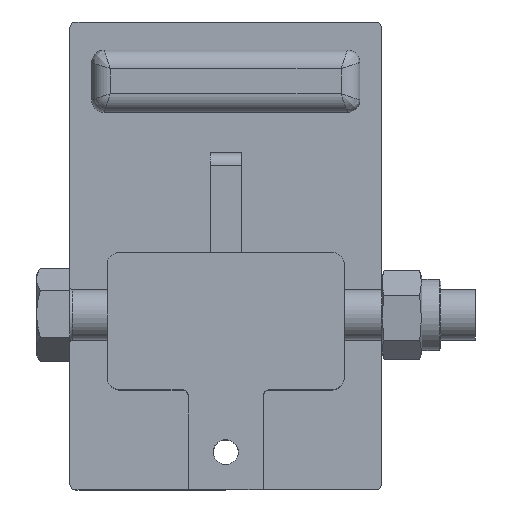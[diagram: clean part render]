
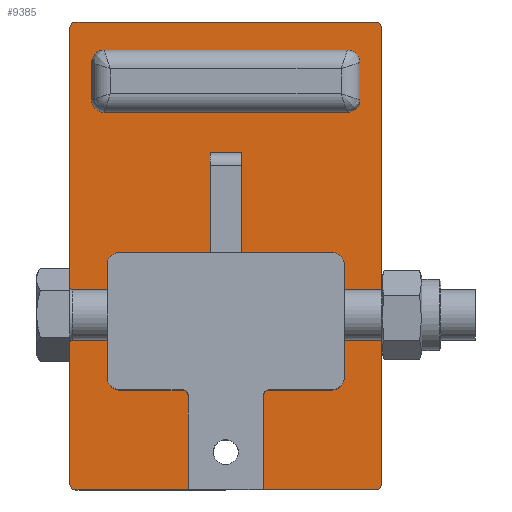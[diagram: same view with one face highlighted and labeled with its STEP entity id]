
A CAD part, top view. The second image highlights one B-rep face of the part: STEP entity #9385.
In plain terms, the highlighted planar face has unit normal (0, 0, 1).
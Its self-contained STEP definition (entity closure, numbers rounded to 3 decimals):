
#263=FACE_BOUND('',#1448,.T.);
#605=PLANE('',#9997);
#916=FACE_OUTER_BOUND('',#1447,.T.);
#1447=EDGE_LOOP('',(#6530,#6531,#6532,#6533,#6534,#6535,#6536,#6537,#6538,
#6539,#6540,#6541,#6542,#6543,#6544,#6545,#6546,#6547,#6548,#6549,#6550,
#6551,#6552,#6553,#6554,#6555));
#1448=EDGE_LOOP('',(#6556,#6557,#6558,#6559,#6560,#6561,#6562,#6563));
#2047=LINE('',#12855,#2986);
#2180=LINE('',#14573,#3119);
#2181=LINE('',#14575,#3120);
#2182=LINE('',#14577,#3121);
#2183=LINE('',#14581,#3122);
#2184=LINE('',#14585,#3123);
#2185=LINE('',#14589,#3124);
#2186=LINE('',#14591,#3125);
#2187=LINE('',#14596,#3126);
#2188=LINE('',#14600,#3127);
#2189=LINE('',#14604,#3128);
#2190=LINE('',#14606,#3129);
#2191=LINE('',#14610,#3130);
#2192=LINE('',#14614,#3131);
#2193=LINE('',#14618,#3132);
#2194=LINE('',#14619,#3133);
#2195=LINE('',#14622,#3134);
#2196=LINE('',#14626,#3135);
#2197=LINE('',#14630,#3136);
#2198=LINE('',#14634,#3137);
#2986=VECTOR('',#10528,1000.);
#3119=VECTOR('',#10663,1000.);
#3120=VECTOR('',#10664,1000.);
#3121=VECTOR('',#10665,1000.);
#3122=VECTOR('',#10668,1000.);
#3123=VECTOR('',#10671,1000.);
#3124=VECTOR('',#10674,1000.);
#3125=VECTOR('',#10675,1000.);
#3126=VECTOR('',#10680,1000.);
#3127=VECTOR('',#10683,1000.);
#3128=VECTOR('',#10686,1000.);
#3129=VECTOR('',#10687,1000.);
#3130=VECTOR('',#10690,1000.);
#3131=VECTOR('',#10693,1000.);
#3132=VECTOR('',#10696,1000.);
#3133=VECTOR('',#10697,1000.);
#3134=VECTOR('',#10698,1000.);
#3135=VECTOR('',#10701,1000.);
#3136=VECTOR('',#10704,1000.);
#3137=VECTOR('',#10707,1000.);
#3860=CIRCLE('',#9998,2.);
#3861=CIRCLE('',#9999,2.);
#3862=CIRCLE('',#10000,1.);
#3863=CIRCLE('',#10001,1.);
#3864=CIRCLE('',#10002,1.);
#3865=CIRCLE('',#10003,1.);
#3866=CIRCLE('',#10004,1.);
#3867=CIRCLE('',#10005,1.);
#3868=CIRCLE('',#10006,2.);
#3869=CIRCLE('',#10007,2.);
#3870=CIRCLE('',#10008,2.);
#3871=CIRCLE('',#10009,2.);
#3872=CIRCLE('',#10010,2.);
#3873=CIRCLE('',#10011,2.);
#4053=VERTEX_POINT('',#12853);
#4054=VERTEX_POINT('',#12854);
#4264=VERTEX_POINT('',#14571);
#4265=VERTEX_POINT('',#14572);
#4266=VERTEX_POINT('',#14574);
#4267=VERTEX_POINT('',#14576);
#4268=VERTEX_POINT('',#14578);
#4269=VERTEX_POINT('',#14580);
#4270=VERTEX_POINT('',#14582);
#4271=VERTEX_POINT('',#14584);
#4272=VERTEX_POINT('',#14586);
#4273=VERTEX_POINT('',#14588);
#4274=VERTEX_POINT('',#14590);
#4275=VERTEX_POINT('',#14593);
#4276=VERTEX_POINT('',#14595);
#4277=VERTEX_POINT('',#14597);
#4278=VERTEX_POINT('',#14599);
#4279=VERTEX_POINT('',#14601);
#4280=VERTEX_POINT('',#14603);
#4281=VERTEX_POINT('',#14605);
#4282=VERTEX_POINT('',#14607);
#4283=VERTEX_POINT('',#14609);
#4284=VERTEX_POINT('',#14611);
#4285=VERTEX_POINT('',#14613);
#4286=VERTEX_POINT('',#14615);
#4287=VERTEX_POINT('',#14617);
#4288=VERTEX_POINT('',#14620);
#4289=VERTEX_POINT('',#14621);
#4290=VERTEX_POINT('',#14623);
#4291=VERTEX_POINT('',#14625);
#4292=VERTEX_POINT('',#14627);
#4293=VERTEX_POINT('',#14629);
#4294=VERTEX_POINT('',#14631);
#4295=VERTEX_POINT('',#14633);
#4958=EDGE_CURVE('',#4053,#4054,#2047,.T.);
#5170=EDGE_CURVE('',#4264,#4265,#2180,.T.);
#5171=EDGE_CURVE('',#4265,#4266,#2181,.T.);
#5172=EDGE_CURVE('',#4267,#4266,#2182,.T.);
#5173=EDGE_CURVE('',#4267,#4268,#3860,.T.);
#5174=EDGE_CURVE('',#4269,#4268,#2183,.T.);
#5175=EDGE_CURVE('',#4269,#4270,#3861,.T.);
#5176=EDGE_CURVE('',#4271,#4270,#2184,.T.);
#5177=EDGE_CURVE('',#4271,#4272,#3862,.T.);
#5178=EDGE_CURVE('',#4273,#4272,#2185,.T.);
#5179=EDGE_CURVE('',#4273,#4274,#2186,.T.);
#5180=EDGE_CURVE('',#4274,#4053,#3863,.T.);
#5181=EDGE_CURVE('',#4054,#4275,#3864,.T.);
#5182=EDGE_CURVE('',#4275,#4276,#2187,.T.);
#5183=EDGE_CURVE('',#4276,#4277,#3865,.T.);
#5184=EDGE_CURVE('',#4277,#4278,#2188,.T.);
#5185=EDGE_CURVE('',#4278,#4279,#3866,.T.);
#5186=EDGE_CURVE('',#4279,#4280,#2189,.T.);
#5187=EDGE_CURVE('',#4281,#4280,#2190,.T.);
#5188=EDGE_CURVE('',#4281,#4282,#3867,.T.);
#5189=EDGE_CURVE('',#4283,#4282,#2191,.T.);
#5190=EDGE_CURVE('',#4283,#4284,#3868,.T.);
#5191=EDGE_CURVE('',#4285,#4284,#2192,.T.);
#5192=EDGE_CURVE('',#4285,#4286,#3869,.T.);
#5193=EDGE_CURVE('',#4287,#4286,#2193,.T.);
#5194=EDGE_CURVE('',#4264,#4287,#2194,.T.);
#5195=EDGE_CURVE('',#4288,#4289,#2195,.T.);
#5196=EDGE_CURVE('',#4288,#4290,#3870,.T.);
#5197=EDGE_CURVE('',#4291,#4290,#2196,.T.);
#5198=EDGE_CURVE('',#4291,#4292,#3871,.T.);
#5199=EDGE_CURVE('',#4293,#4292,#2197,.T.);
#5200=EDGE_CURVE('',#4293,#4294,#3872,.T.);
#5201=EDGE_CURVE('',#4295,#4294,#2198,.T.);
#5202=EDGE_CURVE('',#4295,#4289,#3873,.T.);
#6530=ORIENTED_EDGE('',*,*,#5170,.T.);
#6531=ORIENTED_EDGE('',*,*,#5171,.T.);
#6532=ORIENTED_EDGE('',*,*,#5172,.F.);
#6533=ORIENTED_EDGE('',*,*,#5173,.T.);
#6534=ORIENTED_EDGE('',*,*,#5174,.F.);
#6535=ORIENTED_EDGE('',*,*,#5175,.T.);
#6536=ORIENTED_EDGE('',*,*,#5176,.F.);
#6537=ORIENTED_EDGE('',*,*,#5177,.T.);
#6538=ORIENTED_EDGE('',*,*,#5178,.F.);
#6539=ORIENTED_EDGE('',*,*,#5179,.T.);
#6540=ORIENTED_EDGE('',*,*,#5180,.T.);
#6541=ORIENTED_EDGE('',*,*,#4958,.T.);
#6542=ORIENTED_EDGE('',*,*,#5181,.T.);
#6543=ORIENTED_EDGE('',*,*,#5182,.T.);
#6544=ORIENTED_EDGE('',*,*,#5183,.T.);
#6545=ORIENTED_EDGE('',*,*,#5184,.T.);
#6546=ORIENTED_EDGE('',*,*,#5185,.T.);
#6547=ORIENTED_EDGE('',*,*,#5186,.T.);
#6548=ORIENTED_EDGE('',*,*,#5187,.F.);
#6549=ORIENTED_EDGE('',*,*,#5188,.T.);
#6550=ORIENTED_EDGE('',*,*,#5189,.F.);
#6551=ORIENTED_EDGE('',*,*,#5190,.T.);
#6552=ORIENTED_EDGE('',*,*,#5191,.F.);
#6553=ORIENTED_EDGE('',*,*,#5192,.T.);
#6554=ORIENTED_EDGE('',*,*,#5193,.F.);
#6555=ORIENTED_EDGE('',*,*,#5194,.F.);
#6556=ORIENTED_EDGE('',*,*,#5195,.F.);
#6557=ORIENTED_EDGE('',*,*,#5196,.T.);
#6558=ORIENTED_EDGE('',*,*,#5197,.F.);
#6559=ORIENTED_EDGE('',*,*,#5198,.T.);
#6560=ORIENTED_EDGE('',*,*,#5199,.F.);
#6561=ORIENTED_EDGE('',*,*,#5200,.T.);
#6562=ORIENTED_EDGE('',*,*,#5201,.F.);
#6563=ORIENTED_EDGE('',*,*,#5202,.T.);
#9385=ADVANCED_FACE('',(#916,#263),#605,.F.);
#9997=AXIS2_PLACEMENT_3D('',#14570,#10661,#10662);
#9998=AXIS2_PLACEMENT_3D('',#14579,#10666,#10667);
#9999=AXIS2_PLACEMENT_3D('',#14583,#10669,#10670);
#10000=AXIS2_PLACEMENT_3D('',#14587,#10672,#10673);
#10001=AXIS2_PLACEMENT_3D('',#14592,#10676,#10677);
#10002=AXIS2_PLACEMENT_3D('',#14594,#10678,#10679);
#10003=AXIS2_PLACEMENT_3D('',#14598,#10681,#10682);
#10004=AXIS2_PLACEMENT_3D('',#14602,#10684,#10685);
#10005=AXIS2_PLACEMENT_3D('',#14608,#10688,#10689);
#10006=AXIS2_PLACEMENT_3D('',#14612,#10691,#10692);
#10007=AXIS2_PLACEMENT_3D('',#14616,#10694,#10695);
#10008=AXIS2_PLACEMENT_3D('',#14624,#10699,#10700);
#10009=AXIS2_PLACEMENT_3D('',#14628,#10702,#10703);
#10010=AXIS2_PLACEMENT_3D('',#14632,#10705,#10706);
#10011=AXIS2_PLACEMENT_3D('',#14635,#10708,#10709);
#10528=DIRECTION('',(0.,1.,0.));
#10661=DIRECTION('center_axis',(0.,0.,-1.));
#10662=DIRECTION('ref_axis',(-1.,0.,0.));
#10663=DIRECTION('',(1.,0.,0.));
#10664=DIRECTION('',(0.,-1.,0.));
#10665=DIRECTION('',(-1.,0.,0.));
#10666=DIRECTION('center_axis',(0.,0.,-1.));
#10667=DIRECTION('ref_axis',(-1.,0.,0.));
#10668=DIRECTION('',(0.,1.,0.));
#10669=DIRECTION('center_axis',(0.,0.,-1.));
#10670=DIRECTION('ref_axis',(-1.,0.,0.));
#10671=DIRECTION('',(1.,0.,0.));
#10672=DIRECTION('center_axis',(0.,0.,1.));
#10673=DIRECTION('ref_axis',(-1.,0.,0.));
#10674=DIRECTION('',(0.,1.,0.));
#10675=DIRECTION('',(1.,0.,0.));
#10676=DIRECTION('center_axis',(0.,0.,1.));
#10677=DIRECTION('ref_axis',(-1.,0.,0.));
#10678=DIRECTION('center_axis',(0.,0.,1.));
#10679=DIRECTION('ref_axis',(-1.,0.,0.));
#10680=DIRECTION('',(-1.,0.,0.));
#10681=DIRECTION('center_axis',(0.,0.,1.));
#10682=DIRECTION('ref_axis',(-1.,0.,0.));
#10683=DIRECTION('',(0.,-1.,0.));
#10684=DIRECTION('center_axis',(0.,0.,1.));
#10685=DIRECTION('ref_axis',(-1.,0.,0.));
#10686=DIRECTION('',(1.,0.,0.));
#10687=DIRECTION('',(0.,-1.,0.));
#10688=DIRECTION('center_axis',(0.,0.,1.));
#10689=DIRECTION('ref_axis',(-1.,0.,0.));
#10690=DIRECTION('',(1.,0.,0.));
#10691=DIRECTION('center_axis',(0.,0.,-1.));
#10692=DIRECTION('ref_axis',(-1.,0.,0.));
#10693=DIRECTION('',(0.,-1.,0.));
#10694=DIRECTION('center_axis',(0.,0.,-1.));
#10695=DIRECTION('ref_axis',(-1.,0.,0.));
#10696=DIRECTION('',(-1.,0.,0.));
#10697=DIRECTION('',(0.,-1.,0.));
#10698=DIRECTION('',(0.,-1.,0.));
#10699=DIRECTION('center_axis',(0.,0.,-1.));
#10700=DIRECTION('ref_axis',(-1.,0.,0.));
#10701=DIRECTION('',(-1.,0.,0.));
#10702=DIRECTION('center_axis',(0.,0.,-1.));
#10703=DIRECTION('ref_axis',(-1.,0.,0.));
#10704=DIRECTION('',(0.,1.,0.));
#10705=DIRECTION('center_axis',(0.,0.,-1.));
#10706=DIRECTION('ref_axis',(-1.,0.,0.));
#10707=DIRECTION('',(1.,0.,0.));
#10708=DIRECTION('center_axis',(0.,0.,-1.));
#10709=DIRECTION('ref_axis',(-1.,0.,0.));
#12853=CARTESIAN_POINT('',(25.,1.,5.));
#12854=CARTESIAN_POINT('',(25.,74.,5.));
#12855=CARTESIAN_POINT('',(25.,0.,5.));
#14570=CARTESIAN_POINT('Origin',(0.,0.,5.));
#14571=CARTESIAN_POINT('',(-2.5,54.,5.));
#14572=CARTESIAN_POINT('',(2.5,54.,5.));
#14573=CARTESIAN_POINT('',(0.,54.,5.));
#14574=CARTESIAN_POINT('',(2.5,38.,5.));
#14575=CARTESIAN_POINT('',(2.5,0.,5.));
#14576=CARTESIAN_POINT('',(17.,38.,5.));
#14577=CARTESIAN_POINT('',(-19.,38.,5.));
#14578=CARTESIAN_POINT('',(19.,36.,5.));
#14579=CARTESIAN_POINT('Origin',(17.,36.,5.));
#14580=CARTESIAN_POINT('',(19.,18.,5.));
#14581=CARTESIAN_POINT('',(19.,16.,5.));
#14582=CARTESIAN_POINT('',(17.,16.,5.));
#14583=CARTESIAN_POINT('Origin',(17.,18.,5.));
#14584=CARTESIAN_POINT('',(7.,16.,5.));
#14585=CARTESIAN_POINT('',(6.,16.,5.));
#14586=CARTESIAN_POINT('',(6.,15.,5.));
#14587=CARTESIAN_POINT('Origin',(7.,15.,5.));
#14588=CARTESIAN_POINT('',(6.,0.,5.));
#14589=CARTESIAN_POINT('',(6.,0.,5.));
#14590=CARTESIAN_POINT('',(24.,0.,5.));
#14591=CARTESIAN_POINT('',(-25.,0.,5.));
#14592=CARTESIAN_POINT('Origin',(24.,1.,5.));
#14593=CARTESIAN_POINT('',(24.,75.,5.));
#14594=CARTESIAN_POINT('Origin',(24.,74.,5.));
#14595=CARTESIAN_POINT('',(-24.,75.,5.));
#14596=CARTESIAN_POINT('',(-25.,75.,5.));
#14597=CARTESIAN_POINT('',(-25.,74.,5.));
#14598=CARTESIAN_POINT('Origin',(-24.,74.,5.));
#14599=CARTESIAN_POINT('',(-25.,1.,5.));
#14600=CARTESIAN_POINT('',(-25.,0.,5.));
#14601=CARTESIAN_POINT('',(-24.,0.,5.));
#14602=CARTESIAN_POINT('Origin',(-24.,1.,5.));
#14603=CARTESIAN_POINT('',(-6.,0.,5.));
#14604=CARTESIAN_POINT('',(-25.,0.,5.));
#14605=CARTESIAN_POINT('',(-6.,15.,5.));
#14606=CARTESIAN_POINT('',(-6.,0.,5.));
#14607=CARTESIAN_POINT('',(-7.,16.,5.));
#14608=CARTESIAN_POINT('Origin',(-7.,15.,5.));
#14609=CARTESIAN_POINT('',(-17.,16.,5.));
#14610=CARTESIAN_POINT('',(-19.,16.,5.));
#14611=CARTESIAN_POINT('',(-19.,18.,5.));
#14612=CARTESIAN_POINT('Origin',(-17.,18.,5.));
#14613=CARTESIAN_POINT('',(-19.,36.,5.));
#14614=CARTESIAN_POINT('',(-19.,16.,5.));
#14615=CARTESIAN_POINT('',(-17.,38.,5.));
#14616=CARTESIAN_POINT('Origin',(-17.,36.,5.));
#14617=CARTESIAN_POINT('',(-2.5,38.,5.));
#14618=CARTESIAN_POINT('',(-19.,38.,5.));
#14619=CARTESIAN_POINT('',(-2.5,0.,5.));
#14620=CARTESIAN_POINT('',(-21.5,68.5,5.));
#14621=CARTESIAN_POINT('',(-21.5,62.5,5.));
#14622=CARTESIAN_POINT('',(-21.5,70.5,5.));
#14623=CARTESIAN_POINT('',(-19.5,70.5,5.));
#14624=CARTESIAN_POINT('Origin',(-19.5,68.5,5.));
#14625=CARTESIAN_POINT('',(19.5,70.5,5.));
#14626=CARTESIAN_POINT('',(-21.5,70.5,5.));
#14627=CARTESIAN_POINT('',(21.5,68.5,5.));
#14628=CARTESIAN_POINT('Origin',(19.5,68.5,5.));
#14629=CARTESIAN_POINT('',(21.5,62.5,5.));
#14630=CARTESIAN_POINT('',(21.5,70.5,5.));
#14631=CARTESIAN_POINT('',(19.5,60.5,5.));
#14632=CARTESIAN_POINT('Origin',(19.5,62.5,5.));
#14633=CARTESIAN_POINT('',(-19.5,60.5,5.));
#14634=CARTESIAN_POINT('',(-21.5,60.5,5.));
#14635=CARTESIAN_POINT('Origin',(-19.5,62.5,5.));
